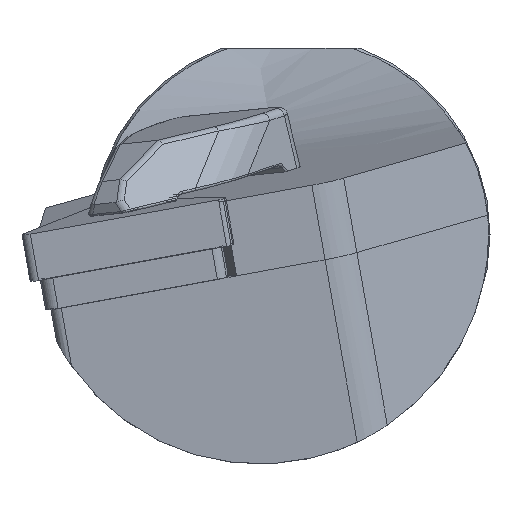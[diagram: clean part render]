
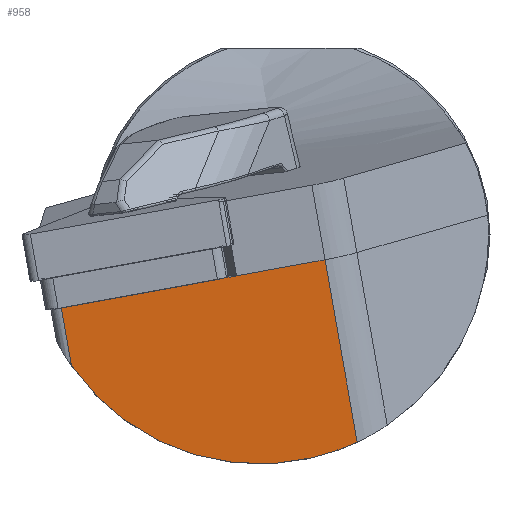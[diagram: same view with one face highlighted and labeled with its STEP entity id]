
A CAD part, left-side view. The second image highlights one B-rep face of the part: STEP entity #958.
In plain terms, the highlighted planar face has unit normal (-0.993, -0.07, -0.094).
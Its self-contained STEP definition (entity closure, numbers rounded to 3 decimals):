
#866=ELLIPSE('',#2485,23.158,23.);
#958=ADVANCED_FACE('',(#1099),#1051,.F.);
#1051=PLANE('',#2517);
#1099=FACE_OUTER_BOUND('',#1201,.T.);
#1201=EDGE_LOOP('',(#1474,#1475,#1476,#1477,#1478,#1479));
#1474=ORIENTED_EDGE('',*,*,#2079,.T.);
#1475=ORIENTED_EDGE('',*,*,#2077,.F.);
#1476=ORIENTED_EDGE('',*,*,#2019,.T.);
#1477=ORIENTED_EDGE('',*,*,#2080,.T.);
#1478=ORIENTED_EDGE('',*,*,#2027,.T.);
#1479=ORIENTED_EDGE('',*,*,#2081,.T.);
#1853=VERTEX_POINT('',#3194);
#1863=VERTEX_POINT('',#3226);
#1864=VERTEX_POINT('',#3228);
#1871=VERTEX_POINT('',#3258);
#1903=VERTEX_POINT('',#3751);
#1904=VERTEX_POINT('',#3755);
#2019=EDGE_CURVE('',#1864,#1863,#866,.T.);
#2027=EDGE_CURVE('',#1871,#1853,#2261,.T.);
#2077=EDGE_CURVE('',#1864,#1903,#2274,.T.);
#2079=EDGE_CURVE('',#1904,#1903,#2275,.T.);
#2080=EDGE_CURVE('',#1863,#1871,#2276,.T.);
#2081=EDGE_CURVE('',#1853,#1904,#2277,.T.);
#2261=LINE('',#3257,#2374);
#2274=LINE('',#3750,#2387);
#2275=LINE('',#3754,#2388);
#2276=LINE('',#3756,#2389);
#2277=LINE('',#3757,#2390);
#2374=VECTOR('',#2712,1.);
#2387=VECTOR('',#2777,1.);
#2388=VECTOR('',#2782,1.);
#2389=VECTOR('',#2783,1.);
#2390=VECTOR('',#2784,1.);
#2485=AXIS2_PLACEMENT_3D('',#3227,#2701,#2702);
#2517=AXIS2_PLACEMENT_3D('',#3758,#2785,#2786);
#2701=DIRECTION('',(-0.993,-0.07,-0.094));
#2702=DIRECTION('',(-0.117,0.593,0.797));
#2712=DIRECTION('',(-0.052,0.983,-0.179));
#2777=DIRECTION('',(-0.105,0.173,0.979));
#2782=DIRECTION('',(-0.052,0.983,-0.179));
#2783=DIRECTION('',(-0.105,0.173,0.979));
#2784=DIRECTION('',(-0.052,0.983,-0.179));
#2785=DIRECTION('',(0.993,0.07,0.094));
#2786=DIRECTION('',(0.094,0.,-0.996));
#3194=CARTESIAN_POINT('',(-226.91,-8.018,-4.106));
#3226=CARTESIAN_POINT('',(-224.484,-20.141,-20.805));
#3227=CARTESIAN_POINT('',(-227.135,-10.329,-0.003));
#3228=CARTESIAN_POINT('',(-227.22,8.554,-13.135));
#3257=CARTESIAN_POINT('',(-227.842,9.581,-7.308));
#3258=CARTESIAN_POINT('',(-226.439,-16.912,-2.487));
#3750=CARTESIAN_POINT('',(-278.623,93.479,468.501));
#3751=CARTESIAN_POINT('',(-227.842,9.581,-7.308));
#3754=CARTESIAN_POINT('',(-227.842,9.581,-7.308));
#3755=CARTESIAN_POINT('',(-226.977,-6.741,-4.338));
#3756=CARTESIAN_POINT('',(-277.22,66.987,473.323));
#3757=CARTESIAN_POINT('',(-227.842,9.581,-7.308));
#3758=CARTESIAN_POINT('',(-278.623,93.479,468.501));
